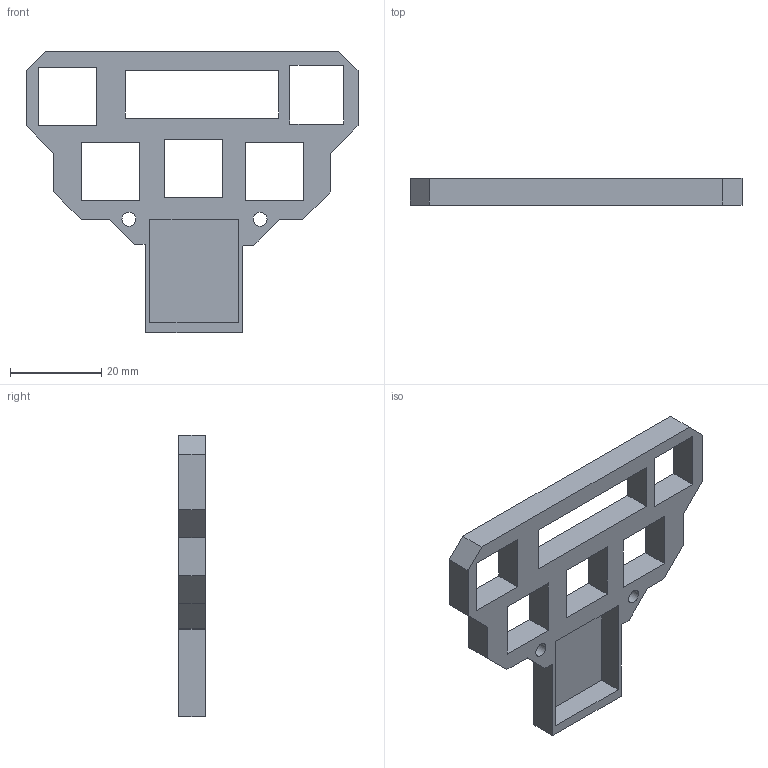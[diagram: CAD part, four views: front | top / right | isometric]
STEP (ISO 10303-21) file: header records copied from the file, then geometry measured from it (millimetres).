
FILE_DESCRIPTION(/* description */ (''),/* implementation_level */ '2;1');
FILE_NAME(/* name */ 'idkpad_hacklcub_upper.step',/* time_stamp */ '2024-10-07T22:49:50+06:00',/* author */ (''),/* organization */ (''),/* preprocessor_version */ 'ST-DEVELOPER v20',/* originating_system */ 'Autodesk Translation Framework v13.20.0.188',/* authorisation */ '');
FILE_SCHEMA (('AUTOMOTIVE_DESIGN { 1 0 10303 214 3 1 1 }'));
Length unit declared in the file: inch
Products named in the file (1): idkpad_hacklcub
Bounding box: 72.69 x 5.84 x 61.58 mm (x, y, z)
Volume: 8456.5 mm3; surface area: 7661.3 mm2
Topology: 1 solids, 1 shells, 57 faces, 166 edges, 110 vertices
Faces by surface type: plane 55, cylinder 2
Full cylindrical faces by diameter (mm): 3.048 x2
Entity records: 1923 total; most frequent: CARTESIAN_POINT 334, ORIENTED_EDGE 332, DIRECTION 286, EDGE_CURVE 166, LINE 162, VECTOR 162, VERTEX_POINT 110, EDGE_LOOP 76
